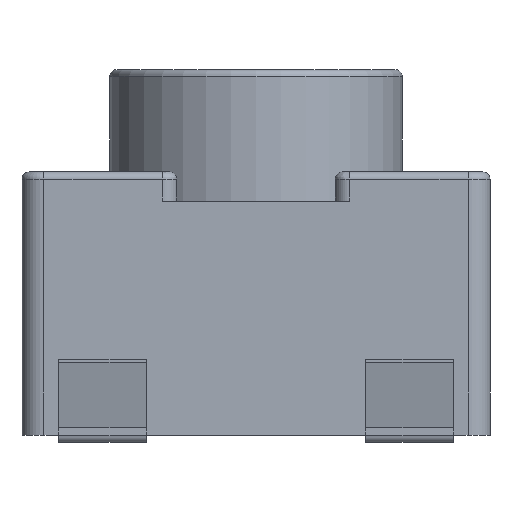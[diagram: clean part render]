
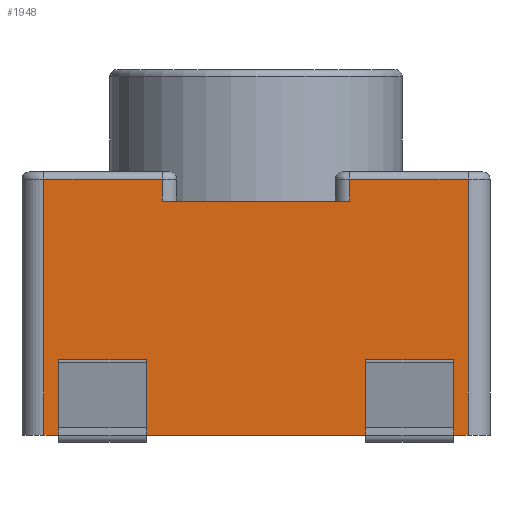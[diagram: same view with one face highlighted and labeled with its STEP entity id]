
A CAD part, left-side view. The second image highlights one B-rep face of the part: STEP entity #1948.
In plain terms, the highlighted planar face has unit normal (-1, 0, 0).
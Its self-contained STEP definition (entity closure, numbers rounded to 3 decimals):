
#49=PLANE('',#2098);
#139=FACE_OUTER_BOUND('',#250,.T.);
#250=EDGE_LOOP('',(#1398,#1399,#1400,#1401,#1402,#1403,#1404,#1405,#1406,
#1407,#1408,#1409,#1410,#1411,#1412,#1413));
#367=LINE('',#2986,#573);
#368=LINE('',#2989,#574);
#370=LINE('',#2995,#576);
#371=LINE('',#2997,#577);
#372=LINE('',#2999,#578);
#373=LINE('',#3001,#579);
#374=LINE('',#3003,#580);
#375=LINE('',#3005,#581);
#376=LINE('',#3007,#582);
#377=LINE('',#3009,#583);
#378=LINE('',#3011,#584);
#379=LINE('',#3013,#585);
#380=LINE('',#3015,#586);
#381=LINE('',#3017,#587);
#382=LINE('',#3019,#588);
#383=LINE('',#3020,#589);
#573=VECTOR('',#2353,10.);
#574=VECTOR('',#2356,10.);
#576=VECTOR('',#2362,10.);
#577=VECTOR('',#2363,10.);
#578=VECTOR('',#2364,10.);
#579=VECTOR('',#2365,10.);
#580=VECTOR('',#2366,10.);
#581=VECTOR('',#2367,10.);
#582=VECTOR('',#2368,10.);
#583=VECTOR('',#2369,10.);
#584=VECTOR('',#2370,10.);
#585=VECTOR('',#2371,10.);
#586=VECTOR('',#2372,10.);
#587=VECTOR('',#2373,10.);
#588=VECTOR('',#2374,10.);
#589=VECTOR('',#2375,10.);
#863=VERTEX_POINT('',#2927);
#872=VERTEX_POINT('',#2980);
#873=VERTEX_POINT('',#2988);
#875=VERTEX_POINT('',#2994);
#876=VERTEX_POINT('',#2996);
#877=VERTEX_POINT('',#2998);
#878=VERTEX_POINT('',#3000);
#879=VERTEX_POINT('',#3002);
#880=VERTEX_POINT('',#3004);
#881=VERTEX_POINT('',#3006);
#882=VERTEX_POINT('',#3008);
#883=VERTEX_POINT('',#3010);
#884=VERTEX_POINT('',#3012);
#885=VERTEX_POINT('',#3014);
#886=VERTEX_POINT('',#3016);
#887=VERTEX_POINT('',#3018);
#1073=EDGE_CURVE('',#863,#872,#367,.T.);
#1074=EDGE_CURVE('',#872,#873,#368,.T.);
#1077=EDGE_CURVE('',#875,#863,#370,.T.);
#1078=EDGE_CURVE('',#875,#876,#371,.T.);
#1079=EDGE_CURVE('',#876,#877,#372,.T.);
#1080=EDGE_CURVE('',#877,#878,#373,.T.);
#1081=EDGE_CURVE('',#878,#879,#374,.T.);
#1082=EDGE_CURVE('',#879,#880,#375,.T.);
#1083=EDGE_CURVE('',#880,#881,#376,.T.);
#1084=EDGE_CURVE('',#881,#882,#377,.T.);
#1085=EDGE_CURVE('',#882,#883,#378,.T.);
#1086=EDGE_CURVE('',#884,#883,#379,.T.);
#1087=EDGE_CURVE('',#885,#884,#380,.T.);
#1088=EDGE_CURVE('',#886,#885,#381,.T.);
#1089=EDGE_CURVE('',#887,#886,#382,.T.);
#1090=EDGE_CURVE('',#873,#887,#383,.T.);
#1398=ORIENTED_EDGE('',*,*,#1073,.F.);
#1399=ORIENTED_EDGE('',*,*,#1077,.F.);
#1400=ORIENTED_EDGE('',*,*,#1078,.T.);
#1401=ORIENTED_EDGE('',*,*,#1079,.T.);
#1402=ORIENTED_EDGE('',*,*,#1080,.T.);
#1403=ORIENTED_EDGE('',*,*,#1081,.T.);
#1404=ORIENTED_EDGE('',*,*,#1082,.T.);
#1405=ORIENTED_EDGE('',*,*,#1083,.T.);
#1406=ORIENTED_EDGE('',*,*,#1084,.T.);
#1407=ORIENTED_EDGE('',*,*,#1085,.T.);
#1408=ORIENTED_EDGE('',*,*,#1086,.F.);
#1409=ORIENTED_EDGE('',*,*,#1087,.F.);
#1410=ORIENTED_EDGE('',*,*,#1088,.F.);
#1411=ORIENTED_EDGE('',*,*,#1089,.F.);
#1412=ORIENTED_EDGE('',*,*,#1090,.F.);
#1413=ORIENTED_EDGE('',*,*,#1074,.F.);
#1948=ADVANCED_FACE('',(#139),#49,.T.);
#2098=AXIS2_PLACEMENT_3D('',#2993,#2360,#2361);
#2353=DIRECTION('',(0.,-1.,0.));
#2356=DIRECTION('',(0.,0.,-1.));
#2360=DIRECTION('center_axis',(-1.,0.,0.));
#2361=DIRECTION('ref_axis',(0.,-1.,0.));
#2362=DIRECTION('',(0.,0.,1.));
#2363=DIRECTION('',(0.,-1.,0.));
#2364=DIRECTION('',(0.,0.,1.));
#2365=DIRECTION('',(0.,-1.,0.));
#2366=DIRECTION('',(0.,0.,-1.));
#2367=DIRECTION('',(0.,-1.,0.));
#2368=DIRECTION('',(0.,0.,1.));
#2369=DIRECTION('',(0.,-1.,0.));
#2370=DIRECTION('',(0.,0.,-1.));
#2371=DIRECTION('',(0.,1.,0.));
#2372=DIRECTION('',(0.,0.,-1.));
#2373=DIRECTION('',(0.,-1.,0.));
#2374=DIRECTION('',(0.,0.,1.));
#2375=DIRECTION('',(0.,-1.,0.));
#2927=CARTESIAN_POINT('',(-2.3,1.45,1.8));
#2980=CARTESIAN_POINT('',(-2.3,0.641,1.8));
#2986=CARTESIAN_POINT('',(-2.3,1.325,1.8));
#2988=CARTESIAN_POINT('',(-2.3,0.641,1.65));
#2989=CARTESIAN_POINT('',(-2.3,0.641,0.05));
#2993=CARTESIAN_POINT('Origin',(-2.3,1.6,0.05));
#2994=CARTESIAN_POINT('',(-2.3,1.45,0.05));
#2995=CARTESIAN_POINT('',(-2.3,1.45,0.05));
#2996=CARTESIAN_POINT('',(-2.3,1.35,0.05));
#2997=CARTESIAN_POINT('',(-2.3,1.6,0.05));
#2998=CARTESIAN_POINT('',(-2.3,1.35,0.1));
#2999=CARTESIAN_POINT('',(-2.3,1.35,0.05));
#3000=CARTESIAN_POINT('',(-2.3,0.75,0.1));
#3001=CARTESIAN_POINT('',(-2.3,1.325,0.1));
#3002=CARTESIAN_POINT('',(-2.3,0.75,0.05));
#3003=CARTESIAN_POINT('',(-2.3,0.75,0.05));
#3004=CARTESIAN_POINT('',(-2.3,-0.75,0.05));
#3005=CARTESIAN_POINT('',(-2.3,1.6,0.05));
#3006=CARTESIAN_POINT('',(-2.3,-0.75,0.1));
#3007=CARTESIAN_POINT('',(-2.3,-0.75,0.05));
#3008=CARTESIAN_POINT('',(-2.3,-1.35,0.1));
#3009=CARTESIAN_POINT('',(-2.3,0.275,0.1));
#3010=CARTESIAN_POINT('',(-2.3,-1.35,0.05));
#3011=CARTESIAN_POINT('',(-2.3,-1.35,0.05));
#3012=CARTESIAN_POINT('',(-2.3,-1.45,0.05));
#3013=CARTESIAN_POINT('',(-2.3,-1.6,0.05));
#3014=CARTESIAN_POINT('',(-2.3,-1.45,1.8));
#3015=CARTESIAN_POINT('',(-2.3,-1.45,0.05));
#3016=CARTESIAN_POINT('',(-2.3,-0.641,1.8));
#3017=CARTESIAN_POINT('',(-2.3,0.275,1.8));
#3018=CARTESIAN_POINT('',(-2.3,-0.641,1.65));
#3019=CARTESIAN_POINT('',(-2.3,-0.641,0.05));
#3020=CARTESIAN_POINT('',(-2.3,1.6,1.65));
